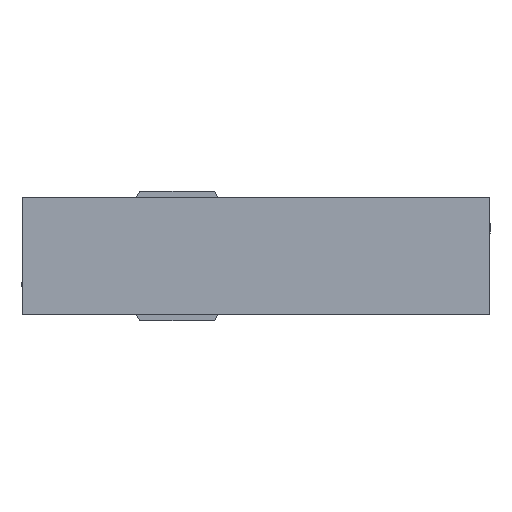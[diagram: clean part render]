
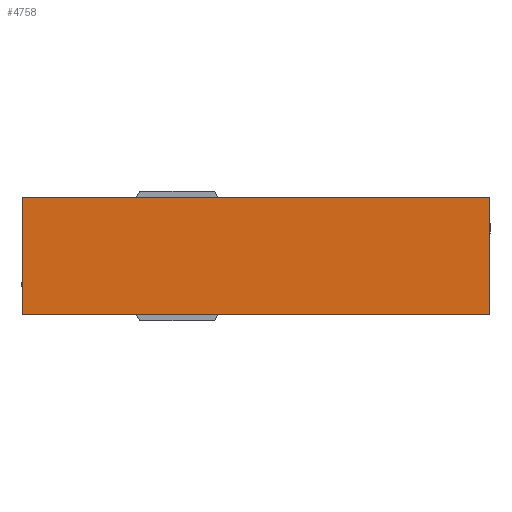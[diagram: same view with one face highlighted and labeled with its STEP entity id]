
A CAD part, left-side view. The second image highlights one B-rep face of the part: STEP entity #4758.
In plain terms, the highlighted planar face has unit normal (-1, 0, 0).
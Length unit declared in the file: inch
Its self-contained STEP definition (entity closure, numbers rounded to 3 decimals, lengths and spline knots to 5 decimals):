
#449=PLANE('',#5095);
#725=FACE_OUTER_BOUND('',#1011,.T.);
#1011=EDGE_LOOP('',(#4224,#4225,#4226,#4227));
#1296=LINE('',#17757,#1590);
#1305=LINE('',#17772,#1599);
#1307=LINE('',#17776,#1601);
#1308=LINE('',#17777,#1602);
#1590=VECTOR('',#6009,0.3937);
#1599=VECTOR('',#6024,0.3937);
#1601=VECTOR('',#6028,0.3937);
#1602=VECTOR('',#6029,0.3937);
#2108=VERTEX_POINT('',#17754);
#2109=VERTEX_POINT('',#17756);
#2112=VERTEX_POINT('',#17770);
#2113=VERTEX_POINT('',#17775);
#2814=EDGE_CURVE('',#2109,#2108,#1296,.T.);
#2823=EDGE_CURVE('',#2108,#2112,#1305,.T.);
#2825=EDGE_CURVE('',#2112,#2113,#1307,.T.);
#2826=EDGE_CURVE('',#2113,#2109,#1308,.T.);
#4224=ORIENTED_EDGE('',*,*,#2814,.T.);
#4225=ORIENTED_EDGE('',*,*,#2823,.T.);
#4226=ORIENTED_EDGE('',*,*,#2825,.T.);
#4227=ORIENTED_EDGE('',*,*,#2826,.T.);
#4758=ADVANCED_FACE('',(#725),#449,.T.);
#5095=AXIS2_PLACEMENT_3D('',#17774,#6026,#6027);
#6009=DIRECTION('',(0.,0.,-1.));
#6024=DIRECTION('',(0.,-1.,0.));
#6026=DIRECTION('center_axis',(-1.,0.,0.));
#6027=DIRECTION('ref_axis',(0.,0.,1.));
#6028=DIRECTION('',(0.,0.,1.));
#6029=DIRECTION('',(0.,1.,0.));
#17754=CARTESIAN_POINT('',(-2.5,0.995,-0.25));
#17756=CARTESIAN_POINT('',(-2.5,0.995,0.25));
#17757=CARTESIAN_POINT('',(-2.5,0.995,0.25));
#17770=CARTESIAN_POINT('',(-2.5,-0.995,-0.25));
#17772=CARTESIAN_POINT('',(-2.5,0.995,-0.25));
#17774=CARTESIAN_POINT('Origin',(-2.5,0.,0.));
#17775=CARTESIAN_POINT('',(-2.5,-0.995,0.25));
#17776=CARTESIAN_POINT('',(-2.5,-0.995,-0.25));
#17777=CARTESIAN_POINT('',(-2.5,-0.995,0.25));
